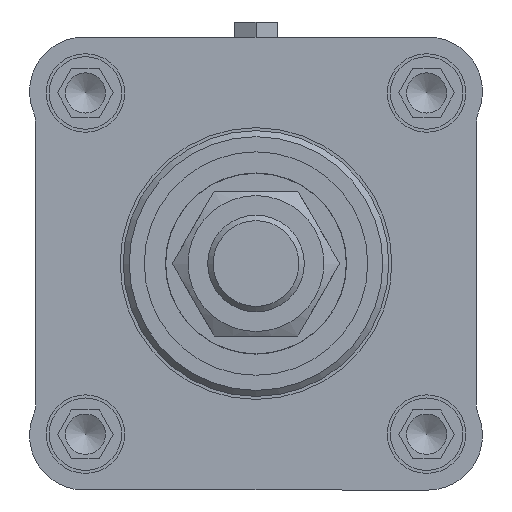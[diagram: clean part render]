
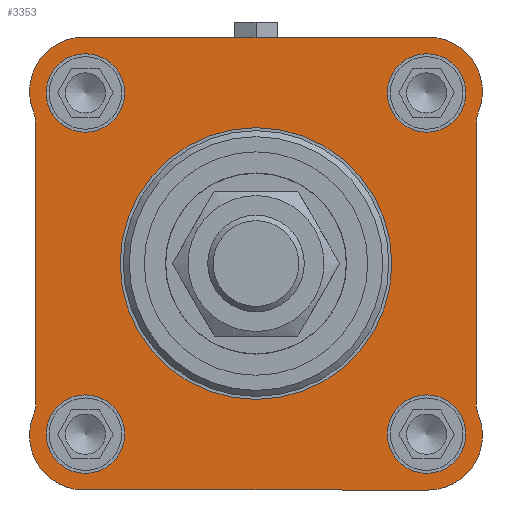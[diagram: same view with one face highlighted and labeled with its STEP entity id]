
A CAD part, front view. The second image highlights one B-rep face of the part: STEP entity #3353.
In plain terms, the highlighted face is planar.
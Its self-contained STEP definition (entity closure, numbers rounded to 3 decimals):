
#181=LINE('',#5422,#417);
#187=LINE('',#5446,#423);
#188=LINE('',#5452,#424);
#189=LINE('',#5457,#425);
#417=VECTOR('',#4409,46.802);
#423=VECTOR('',#4433,57.);
#424=VECTOR('',#4438,46.802);
#425=VECTOR('',#4443,57.);
#603=PLANE('',#3681);
#814=FACE_BOUND('',#1297,.T.);
#815=FACE_BOUND('',#1298,.T.);
#816=FACE_BOUND('',#1299,.T.);
#817=FACE_BOUND('',#1300,.T.);
#818=FACE_BOUND('',#1301,.T.);
#999=FACE_OUTER_BOUND('',#1296,.T.);
#1296=EDGE_LOOP('',(#2791,#2792,#2793,#2794,#2795,#2796,#2797,#2798,#2799,
#2800,#2801,#2802));
#1297=EDGE_LOOP('',(#2803));
#1298=EDGE_LOOP('',(#2804));
#1299=EDGE_LOOP('',(#2805));
#1300=EDGE_LOOP('',(#2806));
#1301=EDGE_LOOP('',(#2807));
#1543=CIRCLE('',#3639,6.5);
#1545=CIRCLE('',#3643,6.5);
#1547=CIRCLE('',#3647,6.5);
#1549=CIRCLE('',#3651,6.5);
#1557=CIRCLE('',#3666,22.5);
#1561=CIRCLE('',#3676,4.5);
#1563=CIRCLE('',#3679,4.5);
#1565=CIRCLE('',#3682,9.);
#1566=CIRCLE('',#3683,9.);
#1567=CIRCLE('',#3684,9.);
#1568=CIRCLE('',#3685,4.5);
#1569=CIRCLE('',#3686,4.5);
#1570=CIRCLE('',#3687,9.);
#1785=VERTEX_POINT('',#5366);
#1787=VERTEX_POINT('',#5372);
#1789=VERTEX_POINT('',#5378);
#1791=VERTEX_POINT('',#5384);
#1799=VERTEX_POINT('',#5407);
#1803=VERTEX_POINT('',#5420);
#1804=VERTEX_POINT('',#5421);
#1807=VERTEX_POINT('',#5429);
#1809=VERTEX_POINT('',#5435);
#1811=VERTEX_POINT('',#5441);
#1812=VERTEX_POINT('',#5443);
#1813=VERTEX_POINT('',#5445);
#1814=VERTEX_POINT('',#5447);
#1815=VERTEX_POINT('',#5449);
#1816=VERTEX_POINT('',#5451);
#1817=VERTEX_POINT('',#5453);
#1818=VERTEX_POINT('',#5455);
#2149=EDGE_CURVE('',#1785,#1785,#1543,.T.);
#2151=EDGE_CURVE('',#1787,#1787,#1545,.T.);
#2153=EDGE_CURVE('',#1789,#1789,#1547,.T.);
#2155=EDGE_CURVE('',#1791,#1791,#1549,.T.);
#2163=EDGE_CURVE('',#1799,#1799,#1557,.T.);
#2167=EDGE_CURVE('',#1803,#1804,#181,.T.);
#2171=EDGE_CURVE('',#1807,#1803,#1561,.T.);
#2174=EDGE_CURVE('',#1804,#1809,#1563,.T.);
#2177=EDGE_CURVE('',#1811,#1807,#1565,.T.);
#2178=EDGE_CURVE('',#1812,#1809,#1566,.T.);
#2179=EDGE_CURVE('',#1813,#1812,#187,.T.);
#2180=EDGE_CURVE('',#1813,#1814,#1567,.T.);
#2181=EDGE_CURVE('',#1814,#1815,#1568,.T.);
#2182=EDGE_CURVE('',#1815,#1816,#188,.T.);
#2183=EDGE_CURVE('',#1816,#1817,#1569,.T.);
#2184=EDGE_CURVE('',#1818,#1817,#1570,.T.);
#2185=EDGE_CURVE('',#1811,#1818,#189,.T.);
#2791=ORIENTED_EDGE('',*,*,#2177,.T.);
#2792=ORIENTED_EDGE('',*,*,#2171,.T.);
#2793=ORIENTED_EDGE('',*,*,#2167,.T.);
#2794=ORIENTED_EDGE('',*,*,#2174,.T.);
#2795=ORIENTED_EDGE('',*,*,#2178,.F.);
#2796=ORIENTED_EDGE('',*,*,#2179,.F.);
#2797=ORIENTED_EDGE('',*,*,#2180,.T.);
#2798=ORIENTED_EDGE('',*,*,#2181,.T.);
#2799=ORIENTED_EDGE('',*,*,#2182,.T.);
#2800=ORIENTED_EDGE('',*,*,#2183,.T.);
#2801=ORIENTED_EDGE('',*,*,#2184,.F.);
#2802=ORIENTED_EDGE('',*,*,#2185,.F.);
#2803=ORIENTED_EDGE('',*,*,#2149,.T.);
#2804=ORIENTED_EDGE('',*,*,#2151,.T.);
#2805=ORIENTED_EDGE('',*,*,#2153,.T.);
#2806=ORIENTED_EDGE('',*,*,#2155,.T.);
#2807=ORIENTED_EDGE('',*,*,#2163,.T.);
#3353=ADVANCED_FACE('',(#999,#814,#815,#816,#817,#818),#603,.F.);
#3639=AXIS2_PLACEMENT_3D('',#5367,#4337,#4338);
#3643=AXIS2_PLACEMENT_3D('',#5373,#4345,#4346);
#3647=AXIS2_PLACEMENT_3D('',#5379,#4353,#4354);
#3651=AXIS2_PLACEMENT_3D('',#5385,#4361,#4362);
#3666=AXIS2_PLACEMENT_3D('',#5408,#4391,#4392);
#3676=AXIS2_PLACEMENT_3D('',#5430,#4415,#4416);
#3679=AXIS2_PLACEMENT_3D('',#5436,#4422,#4423);
#3681=AXIS2_PLACEMENT_3D('',#5440,#4427,#4428);
#3682=AXIS2_PLACEMENT_3D('',#5442,#4429,#4430);
#3683=AXIS2_PLACEMENT_3D('',#5444,#4431,#4432);
#3684=AXIS2_PLACEMENT_3D('',#5448,#4434,#4435);
#3685=AXIS2_PLACEMENT_3D('',#5450,#4436,#4437);
#3686=AXIS2_PLACEMENT_3D('',#5454,#4439,#4440);
#3687=AXIS2_PLACEMENT_3D('',#5456,#4441,#4442);
#4337=DIRECTION('center_axis',(0.,0.,1.));
#4338=DIRECTION('ref_axis',(1.,0.,0.));
#4345=DIRECTION('center_axis',(0.,0.,1.));
#4346=DIRECTION('ref_axis',(1.,0.,0.));
#4353=DIRECTION('center_axis',(0.,0.,1.));
#4354=DIRECTION('ref_axis',(1.,0.,0.));
#4361=DIRECTION('center_axis',(0.,0.,1.));
#4362=DIRECTION('ref_axis',(1.,0.,0.));
#4391=DIRECTION('center_axis',(0.,0.,1.));
#4392=DIRECTION('ref_axis',(1.,0.,0.));
#4409=DIRECTION('',(0.,1.,0.));
#4415=DIRECTION('center_axis',(0.,0.,1.));
#4416=DIRECTION('ref_axis',(1.,0.,0.));
#4422=DIRECTION('center_axis',(0.,0.,1.));
#4423=DIRECTION('ref_axis',(0.926,0.378,0.));
#4427=DIRECTION('center_axis',(0.,0.,1.));
#4428=DIRECTION('ref_axis',(1.,0.,0.));
#4429=DIRECTION('center_axis',(0.,0.,-1.));
#4430=DIRECTION('ref_axis',(1.,0.,0.));
#4431=DIRECTION('center_axis',(0.,0.,1.));
#4432=DIRECTION('ref_axis',(0.,1.,0.));
#4433=DIRECTION('',(-1.,0.,0.));
#4434=DIRECTION('center_axis',(0.,0.,-1.));
#4435=DIRECTION('ref_axis',(-0.926,0.378,0.));
#4436=DIRECTION('center_axis',(0.,0.,1.));
#4437=DIRECTION('ref_axis',(-0.926,0.378,0.));
#4438=DIRECTION('',(0.,-1.,0.));
#4439=DIRECTION('center_axis',(0.,0.,1.));
#4440=DIRECTION('ref_axis',(-1.,0.,0.));
#4441=DIRECTION('center_axis',(0.,0.,1.));
#4442=DIRECTION('ref_axis',(0.,-1.,0.));
#4443=DIRECTION('',(1.,0.,0.));
#5366=CARTESIAN_POINT('',(-34.75,-28.25,0.));
#5367=CARTESIAN_POINT('Origin',(-28.25,-28.25,0.));
#5372=CARTESIAN_POINT('',(21.75,28.25,0.));
#5373=CARTESIAN_POINT('Origin',(28.25,28.25,0.));
#5378=CARTESIAN_POINT('',(21.75,-28.25,0.));
#5379=CARTESIAN_POINT('Origin',(28.25,-28.25,0.));
#5384=CARTESIAN_POINT('',(-34.75,28.25,0.));
#5385=CARTESIAN_POINT('Origin',(-28.25,28.25,0.));
#5407=CARTESIAN_POINT('',(-22.5,0.,0.));
#5408=CARTESIAN_POINT('Origin',(0.,0.,0.));
#5420=CARTESIAN_POINT('',(-36.5,-23.401,0.));
#5421=CARTESIAN_POINT('',(-36.5,23.401,0.));
#5422=CARTESIAN_POINT('',(-36.5,-11.7,0.));
#5429=CARTESIAN_POINT('',(-36.833,-25.101,0.));
#5430=CARTESIAN_POINT('Origin',(-41.,-23.401,0.));
#5435=CARTESIAN_POINT('',(-36.833,25.101,0.));
#5436=CARTESIAN_POINT('Origin',(-41.,23.401,0.));
#5440=CARTESIAN_POINT('Origin',(0.,0.,
0.));
#5441=CARTESIAN_POINT('',(-28.5,-37.5,0.));
#5442=CARTESIAN_POINT('Origin',(-28.5,-28.5,0.));
#5443=CARTESIAN_POINT('',(-28.5,37.5,0.));
#5444=CARTESIAN_POINT('Origin',(-28.5,28.5,0.));
#5445=CARTESIAN_POINT('',(28.5,37.5,0.));
#5446=CARTESIAN_POINT('',(28.5,37.5,0.));
#5447=CARTESIAN_POINT('',(36.833,25.101,0.));
#5448=CARTESIAN_POINT('Origin',(28.5,28.5,0.));
#5449=CARTESIAN_POINT('',(36.5,23.401,0.));
#5450=CARTESIAN_POINT('Origin',(41.,23.401,0.));
#5451=CARTESIAN_POINT('',(36.5,-23.401,0.));
#5452=CARTESIAN_POINT('',(36.5,-11.7,0.));
#5453=CARTESIAN_POINT('',(36.833,-25.101,0.));
#5454=CARTESIAN_POINT('Origin',(41.,-23.401,0.));
#5455=CARTESIAN_POINT('',(28.5,-37.5,0.));
#5456=CARTESIAN_POINT('Origin',(28.5,-28.5,0.));
#5457=CARTESIAN_POINT('',(-28.5,-37.5,0.));
